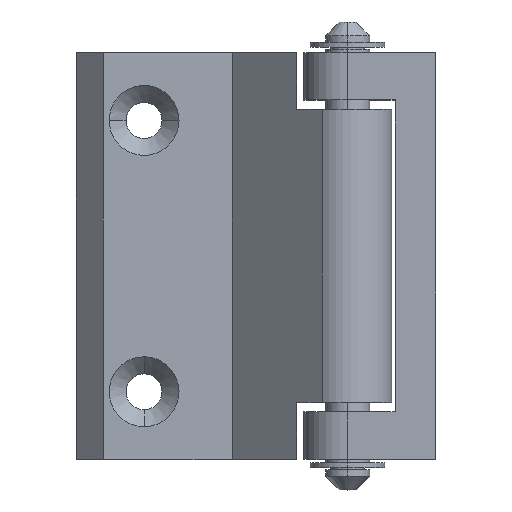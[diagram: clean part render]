
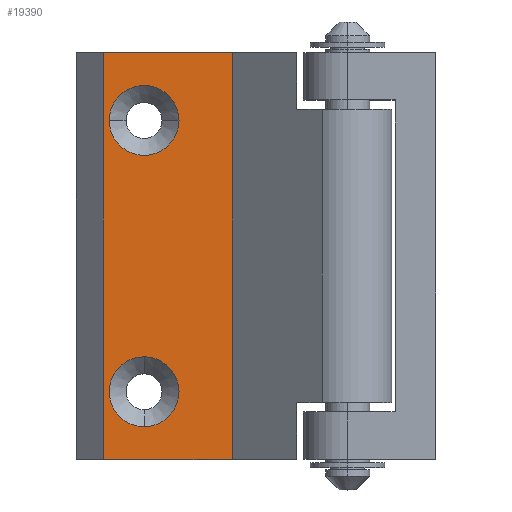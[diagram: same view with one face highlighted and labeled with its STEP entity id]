
A CAD part, top view. The second image highlights one B-rep face of the part: STEP entity #19390.
In plain terms, the highlighted face is planar.
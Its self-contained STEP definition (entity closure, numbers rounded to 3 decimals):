
#13570=CARTESIAN_POINT('',(-7.031,-30.799,47.));
#13580=VERTEX_POINT('',#13570);
#13610=CARTESIAN_POINT('',(-7.031,-0.799,47.));
#13620=DIRECTION('',(0.,-1.,0.));
#13630=VECTOR('',#13620,1.);
#13640=LINE('',#13610,#13630);
#13650=CARTESIAN_POINT('',(-7.031,-49.799,47.));
#13660=VERTEX_POINT('',#13650);
#13670=EDGE_CURVE('',#13580,#13660,#13640,.T.);
#14980=CARTESIAN_POINT('',(-7.031,-49.799,-13.));
#14990=VERTEX_POINT('',#14980);
#15020=CARTESIAN_POINT('',(-7.031,-0.799,-13.));
#15030=DIRECTION('',(0.,1.,0.));
#15040=VECTOR('',#15030,1.);
#15050=LINE('',#15020,#15040);
#15060=CARTESIAN_POINT('',(-7.031,-30.799,-13.));
#15070=VERTEX_POINT('',#15060);
#15080=EDGE_CURVE('',#14990,#15070,#15050,.T.);
#16970=CARTESIAN_POINT('',(-7.031,-43.799,-3.));
#16980=DIRECTION('',(-1.,0.,0.));
#16990=DIRECTION('',(0.,0.,-1.));
#17000=AXIS2_PLACEMENT_3D('',#16970,#16980,#16990);
#17010=CIRCLE('',#17000,5.15);
#17020=CARTESIAN_POINT('',(-7.031,-48.949,-3.));
#17030=VERTEX_POINT('',#17020);
#17040=CARTESIAN_POINT('',(-7.031,-43.799,2.15));
#17050=VERTEX_POINT('',#17040);
#17060=EDGE_CURVE('',#17030,#17050,#17010,.T.);
#17230=CARTESIAN_POINT('',(-7.031,-43.799,-8.15));
#17240=VERTEX_POINT('',#17230);
#17270=EDGE_CURVE('',#17240,#17030,#17010,.T.);
#18070=CARTESIAN_POINT('',(-7.031,-30.799,0.));
#18080=DIRECTION('',(0.,0.,1.));
#18090=VECTOR('',#18080,1.);
#18100=LINE('',#18070,#18090);
#18110=EDGE_CURVE('',#15070,#13580,#18100,.T.);
#18720=CARTESIAN_POINT('',(-7.031,-49.799,0.));
#18730=DIRECTION('',(0.,0.,1.));
#18740=VECTOR('',#18730,1.);
#18750=LINE('',#18720,#18740);
#18760=EDGE_CURVE('',#14990,#13660,#18750,.T.);
#18930=CARTESIAN_POINT('',(-7.031,-48.949,37.));
#18940=VERTEX_POINT('',#18930);
#19030=CARTESIAN_POINT('',(-7.031,-38.649,37.));
#19040=VERTEX_POINT('',#19030);
#19070=CARTESIAN_POINT('',(-7.031,-43.799,37.));
#19080=DIRECTION('',(-1.,0.,0.));
#19090=DIRECTION('',(0.,-1.,0.));
#19100=AXIS2_PLACEMENT_3D('',#19070,#19080,#19090);
#19110=CIRCLE('',#19100,5.15);
#19120=EDGE_CURVE('',#19040,#18940,#19110,.T.);
#19170=CARTESIAN_POINT('',(-7.031,-30.609,-13.5));
#19180=DIRECTION('',(1.,0.,0.));
#19190=DIRECTION('',(0.,-1.,0.));
#19200=AXIS2_PLACEMENT_3D('',#19170,#19180,#19190);
#19210=PLANE('',#19200);
#19220=ORIENTED_EDGE('',*,*,#18110,.T.);
#19230=ORIENTED_EDGE('',*,*,#15080,.T.);
#19240=ORIENTED_EDGE('',*,*,#18760,.F.);
#19250=ORIENTED_EDGE('',*,*,#13670,.T.);
#19260=EDGE_LOOP('',(#19250,#19240,#19230,#19220));
#19270=FACE_OUTER_BOUND('',#19260,.T.);
#19280=EDGE_CURVE('',#18940,#19040,#19110,.T.);
#19290=ORIENTED_EDGE('',*,*,#19280,.T.);
#19300=ORIENTED_EDGE('',*,*,#19120,.T.);
#19310=EDGE_LOOP('',(#19300,#19290));
#19320=FACE_BOUND('',#19310,.T.);
#19330=EDGE_CURVE('',#17050,#17240,#17010,.T.);
#19340=ORIENTED_EDGE('',*,*,#19330,.T.);
#19350=ORIENTED_EDGE('',*,*,#17060,.T.);
#19360=ORIENTED_EDGE('',*,*,#17270,.T.);
#19370=EDGE_LOOP('',(#19360,#19350,#19340));
#19380=FACE_BOUND('',#19370,.T.);
#19390=ADVANCED_FACE('',(#19270,#19320,#19380),#19210,.T.);
